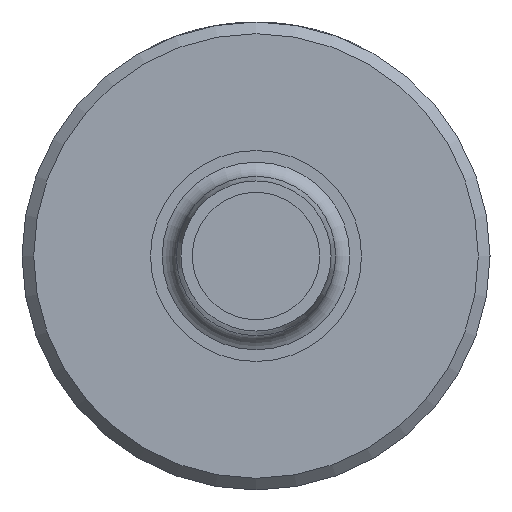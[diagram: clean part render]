
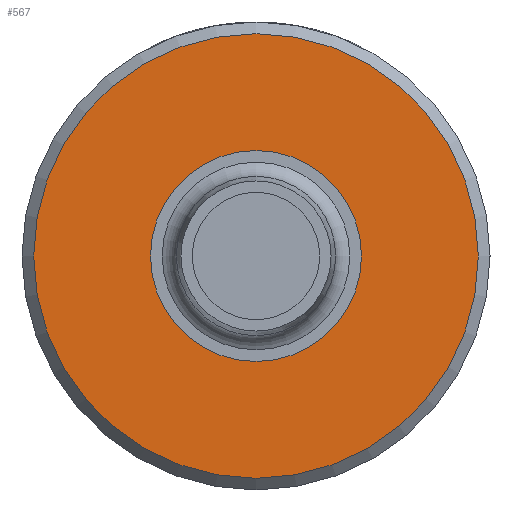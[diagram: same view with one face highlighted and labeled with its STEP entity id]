
A CAD part, left-side view. The second image highlights one B-rep face of the part: STEP entity #567.
In plain terms, the highlighted planar face has unit normal (-1, 0, 0).
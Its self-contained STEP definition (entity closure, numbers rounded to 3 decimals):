
#9=DIRECTION('',(1.,0.,0.));
#10=DIRECTION('',(0.,0.,-1.));
#13=DIRECTION('',(-1.,0.,0.));
#41=CARTESIAN_POINT('',(-29.1,0.,0.));
#42=AXIS2_PLACEMENT_3D('',#41,#9,#10);
#43=CIRCLE('',#42,4.5);
#44=CARTESIAN_POINT('',(-29.1,0.,-4.5));
#45=VERTEX_POINT('',#44);
#46=EDGE_CURVE('',#45,#45,#43,.T.);
#85=DIRECTION('',(0.,1.,0.));
#547=CIRCLE('',#42,9.483);
#548=CARTESIAN_POINT('',(-29.1,0.,9.483));
#549=VERTEX_POINT('',#548);
#550=EDGE_CURVE('',#549,#549,#547,.T.);
#559=AXIS2_PLACEMENT_3D('',#41,#13,#85);
#560=PLANE('',#559);
#561=ORIENTED_EDGE('',*,*,#46,.T.);
#562=EDGE_LOOP('',(#561));
#563=FACE_BOUND('',#562,.T.);
#564=ORIENTED_EDGE('',*,*,#550,.F.);
#565=EDGE_LOOP('',(#564));
#566=FACE_BOUND('',#565,.T.);
#567=ADVANCED_FACE('',(#563,#566),#560,.T.);
